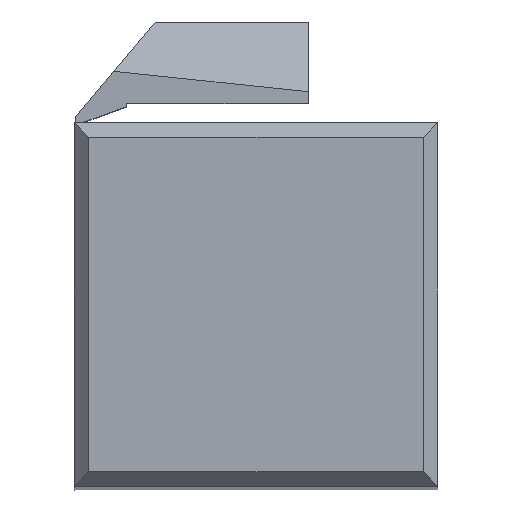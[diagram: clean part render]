
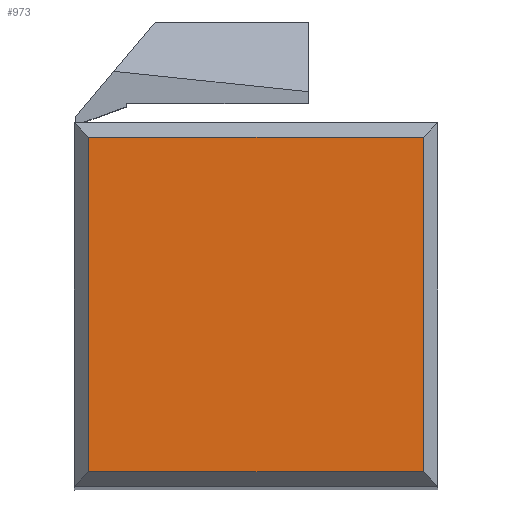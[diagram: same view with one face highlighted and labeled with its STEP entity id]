
A CAD part, top view. The second image highlights one B-rep face of the part: STEP entity #973.
In plain terms, the highlighted planar face has unit normal (0, 0, 1).
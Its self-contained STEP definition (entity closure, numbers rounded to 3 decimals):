
#9 = CARTESIAN_POINT ( 'NONE',  ( -25., 24., 0. ) ) ;
#26 = VERTEX_POINT ( 'NONE', #439 ) ;
#45 = EDGE_CURVE ( 'NONE', #724, #880, #730, .T. ) ;
#80 = DIRECTION ( 'NONE',  ( -1., 0., 0. ) ) ;
#186 = EDGE_CURVE ( 'NONE', #880, #488, #629, .T. ) ;
#191 = DIRECTION ( 'NONE',  ( 0., 0., -1. ) ) ;
#255 = DIRECTION ( 'NONE',  ( 0., 1., 0. ) ) ;
#284 = CARTESIAN_POINT ( 'NONE',  ( -24., 24., 0. ) ) ;
#304 = ORIENTED_EDGE ( 'NONE', *, *, #186, .T. ) ;
#306 = ORIENTED_EDGE ( 'NONE', *, *, #316, .T. ) ;
#315 = ORIENTED_EDGE ( 'NONE', *, *, #802, .T. ) ;
#316 = EDGE_CURVE ( 'NONE', #488, #26, #406, .T. ) ;
#333 = ORIENTED_EDGE ( 'NONE', *, *, #45, .T. ) ;
#361 = CARTESIAN_POINT ( 'NONE',  ( -24., 1., 0. ) ) ;
#392 = VECTOR ( 'NONE', #255, 1000. ) ;
#406 = LINE ( 'NONE', #777, #392 ) ;
#407 = LINE ( 'NONE', #9, #470 ) ;
#430 = CARTESIAN_POINT ( 'NONE',  ( -24., 0., 0. ) ) ;
#439 = CARTESIAN_POINT ( 'NONE',  ( -1., 24., 0. ) ) ;
#470 = VECTOR ( 'NONE', #80, 1000. ) ;
#482 = CARTESIAN_POINT ( 'NONE',  ( -1., 1., 0. ) ) ;
#488 = VERTEX_POINT ( 'NONE', #482 ) ;
#598 = DIRECTION ( 'NONE',  ( 1., 0., 0. ) ) ;
#606 = VECTOR ( 'NONE', #598, 1000. ) ;
#629 = LINE ( 'NONE', #942, #606 ) ;
#696 = AXIS2_PLACEMENT_3D ( 'NONE', #779, #191, #969 ) ;
#724 = VERTEX_POINT ( 'NONE', #284 ) ;
#730 = LINE ( 'NONE', #430, #767 ) ;
#767 = VECTOR ( 'NONE', #927, 1000. ) ;
#777 = CARTESIAN_POINT ( 'NONE',  ( -1., 25., 0. ) ) ;
#779 = CARTESIAN_POINT ( 'NONE',  ( 0., 0., 0. ) ) ;
#783 = EDGE_LOOP ( 'NONE', ( #315, #333, #304, #306 ) ) ;
#802 = EDGE_CURVE ( 'NONE', #26, #724, #407, .T. ) ;
#848 = FACE_OUTER_BOUND ( 'NONE', #783, .T. ) ;
#873 = PLANE ( 'NONE',  #696 ) ;
#880 = VERTEX_POINT ( 'NONE', #361 ) ;
#927 = DIRECTION ( 'NONE',  ( 0., -1., 0. ) ) ;
#942 = CARTESIAN_POINT ( 'NONE',  ( 0., 1., 0. ) ) ;
#969 = DIRECTION ( 'NONE',  ( -1., 0., 0. ) ) ;
#973 = ADVANCED_FACE ( 'NONE', ( #848 ), #873, .F. ) ;
